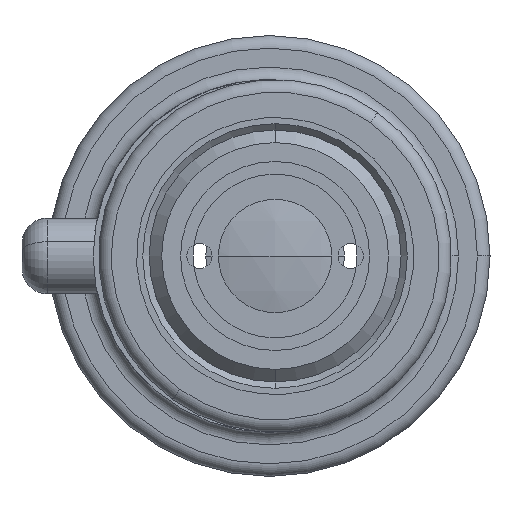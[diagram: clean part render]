
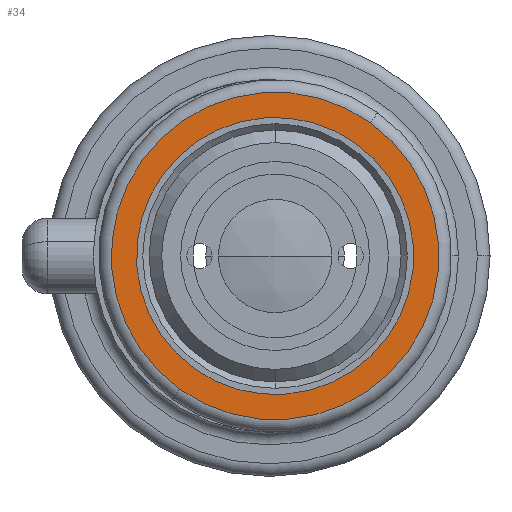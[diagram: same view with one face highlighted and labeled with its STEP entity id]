
A CAD part, left-side view. The second image highlights one B-rep face of the part: STEP entity #34.
In plain terms, the highlighted planar face has unit normal (-1, 0, 0).
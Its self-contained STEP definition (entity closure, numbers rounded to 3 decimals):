
#34 = ADVANCED_FACE ( 'NONE', ( #1686, #1690 ), #1789, .T. ) ;
#246 = ORIENTED_EDGE ( 'NONE', *, *, #270, .T. ) ;
#247 = ORIENTED_EDGE ( 'NONE', *, *, #285, .T. ) ;
#248 = ORIENTED_EDGE ( 'NONE', *, *, #283, .T. ) ;
#249 = ORIENTED_EDGE ( 'NONE', *, *, #272, .T. ) ;
#270 = EDGE_CURVE ( 'NONE', #674, #675, #2694, .T. ) ;
#272 = EDGE_CURVE ( 'NONE', #673, #676, #2698, .T. ) ;
#283 = EDGE_CURVE ( 'NONE', #676, #673, #2714, .T. ) ;
#285 = EDGE_CURVE ( 'NONE', #675, #674, #2716, .T. ) ;
#513 = EDGE_LOOP ( 'NONE', ( #246, #247 ) ) ;
#514 = EDGE_LOOP ( 'NONE', ( #248, #249 ) ) ;
#673 = VERTEX_POINT ( 'NONE', #3536 ) ;
#674 = VERTEX_POINT ( 'NONE', #3537 ) ;
#675 = VERTEX_POINT ( 'NONE', #3538 ) ;
#676 = VERTEX_POINT ( 'NONE', #3539 ) ;
#1686 = FACE_OUTER_BOUND ( 'NONE', #513, .T. ) ;
#1690 = FACE_BOUND ( 'NONE', #514, .T. ) ;
#1789 = PLANE ( 'NONE',  #2018 ) ;
#1796 = CARTESIAN_POINT ( 'NONE',  ( -116.633, -22.361, 6.399 ) ) ;
#1797 = DIRECTION ( 'NONE',  ( -1., 0., 0. ) ) ;
#1798 = DIRECTION ( 'NONE',  ( 0., -0.582, 0.813 ) ) ;
#2018 = AXIS2_PLACEMENT_3D ( 'NONE', #1796, #1797, #1798 ) ;
#2581 = AXIS2_PLACEMENT_3D ( 'NONE', #2978, #2979, #2980 ) ;
#2583 = AXIS2_PLACEMENT_3D ( 'NONE', #2985, #2986, #2987 ) ;
#2590 = AXIS2_PLACEMENT_3D ( 'NONE', #3011, #3012, #3013 ) ;
#2592 = AXIS2_PLACEMENT_3D ( 'NONE', #3019, #3020, #3021 ) ;
#2694 = CIRCLE ( 'NONE', #2581, 13. ) ;
#2698 = CIRCLE ( 'NONE', #2583, 11. ) ;
#2714 = CIRCLE ( 'NONE', #2590, 11. ) ;
#2716 = CIRCLE ( 'NONE', #2592, 13. ) ;
#2978 = CARTESIAN_POINT ( 'NONE',  ( -116.633, -31.308, 0. ) ) ;
#2979 = DIRECTION ( 'NONE',  ( -1., 0., 0. ) ) ;
#2980 = DIRECTION ( 'NONE',  ( 0., -0.582, 0.813 ) ) ;
#2985 = CARTESIAN_POINT ( 'NONE',  ( -116.633, -31.308, 0. ) ) ;
#2986 = DIRECTION ( 'NONE',  ( 1., 0., 0. ) ) ;
#2987 = DIRECTION ( 'NONE',  ( 0., 0.582, -0.813 ) ) ;
#3011 = CARTESIAN_POINT ( 'NONE',  ( -116.633, -31.308, 0. ) ) ;
#3012 = DIRECTION ( 'NONE',  ( 1., 0., 0. ) ) ;
#3013 = DIRECTION ( 'NONE',  ( 0., 0.582, -0.813 ) ) ;
#3019 = CARTESIAN_POINT ( 'NONE',  ( -116.633, -31.308, 0. ) ) ;
#3020 = DIRECTION ( 'NONE',  ( -1., 0., 0. ) ) ;
#3021 = DIRECTION ( 'NONE',  ( 0., -0.582, 0.813 ) ) ;
#3536 = CARTESIAN_POINT ( 'NONE',  ( -116.633, -37.707, 8.947 ) ) ;
#3537 = CARTESIAN_POINT ( 'NONE',  ( -116.633, -38.871, 10.574 ) ) ;
#3538 = CARTESIAN_POINT ( 'NONE',  ( -116.633, -23.745, -10.574 ) ) ;
#3539 = CARTESIAN_POINT ( 'NONE',  ( -116.633, -24.909, -8.947 ) ) ;
